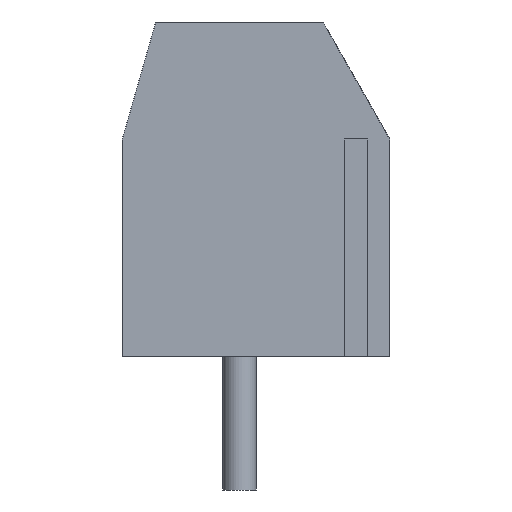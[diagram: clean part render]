
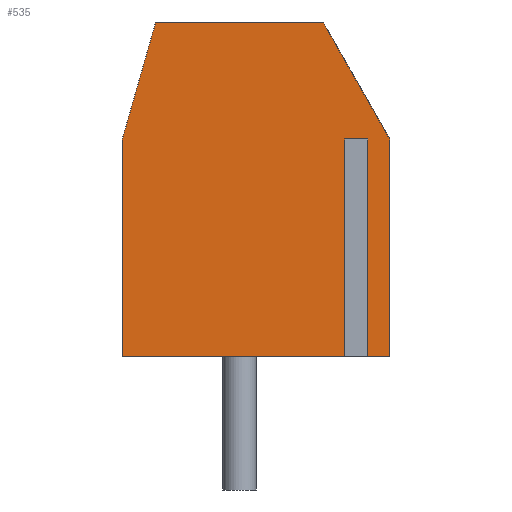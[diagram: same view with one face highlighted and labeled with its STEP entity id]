
A CAD part, left-side view. The second image highlights one B-rep face of the part: STEP entity #535.
In plain terms, the highlighted planar face has unit normal (-1, 0, 0).
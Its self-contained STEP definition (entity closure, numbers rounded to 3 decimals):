
#22 = VERTEX_POINT('',#23);
#23 = CARTESIAN_POINT('',(-5.,4.,0.1));
#31 = EDGE_CURVE('',#22,#32,#34,.T.);
#32 = VERTEX_POINT('',#33);
#33 = CARTESIAN_POINT('',(-5.,4.,6.6));
#34 = LINE('',#35,#36);
#35 = CARTESIAN_POINT('',(-5.,4.,0.1));
#36 = VECTOR('',#37,1.);
#37 = DIRECTION('',(0.,0.,1.));
#318 = EDGE_CURVE('',#319,#22,#321,.T.);
#319 = VERTEX_POINT('',#320);
#320 = CARTESIAN_POINT('',(-5.,-2.65,0.1));
#321 = LINE('',#322,#323);
#322 = CARTESIAN_POINT('',(-5.,-4.,0.1));
#323 = VECTOR('',#324,1.);
#324 = DIRECTION('',(0.,1.,0.));
#359 = VERTEX_POINT('',#360);
#360 = CARTESIAN_POINT('',(-5.,-3.35,0.1));
#366 = EDGE_CURVE('',#367,#359,#369,.T.);
#367 = VERTEX_POINT('',#368);
#368 = CARTESIAN_POINT('',(-5.,-4.,0.1));
#369 = LINE('',#370,#371);
#370 = CARTESIAN_POINT('',(-5.,-4.,0.1));
#371 = VECTOR('',#372,1.);
#372 = DIRECTION('',(0.,1.,0.));
#535 = ADVANCED_FACE('',(#536),#593,.T.);
#536 = FACE_BOUND('',#537,.T.);
#537 = EDGE_LOOP('',(#538,#548,#554,#555,#556,#564,#572,#578,#579,#587)
  );
#538 = ORIENTED_EDGE('',*,*,#539,.T.);
#539 = EDGE_CURVE('',#540,#542,#544,.T.);
#540 = VERTEX_POINT('',#541);
#541 = CARTESIAN_POINT('',(-5.,-2.,10.1));
#542 = VERTEX_POINT('',#543);
#543 = CARTESIAN_POINT('',(-5.,3.,10.1));
#544 = LINE('',#545,#546);
#545 = CARTESIAN_POINT('',(-5.,-4.,10.1));
#546 = VECTOR('',#547,1.);
#547 = DIRECTION('',(0.,1.,0.));
#548 = ORIENTED_EDGE('',*,*,#549,.T.);
#549 = EDGE_CURVE('',#542,#32,#550,.T.);
#550 = LINE('',#551,#552);
#551 = CARTESIAN_POINT('',(-5.,4.307,5.527));
#552 = VECTOR('',#553,1.);
#553 = DIRECTION('',(0.,0.275,-0.962));
#554 = ORIENTED_EDGE('',*,*,#31,.F.);
#555 = ORIENTED_EDGE('',*,*,#318,.F.);
#556 = ORIENTED_EDGE('',*,*,#557,.T.);
#557 = EDGE_CURVE('',#319,#558,#560,.T.);
#558 = VERTEX_POINT('',#559);
#559 = CARTESIAN_POINT('',(-5.,-2.65,6.6));
#560 = LINE('',#561,#562);
#561 = CARTESIAN_POINT('',(-5.,-2.65,0.1));
#562 = VECTOR('',#563,1.);
#563 = DIRECTION('',(0.,0.,1.));
#564 = ORIENTED_EDGE('',*,*,#565,.F.);
#565 = EDGE_CURVE('',#566,#558,#568,.T.);
#566 = VERTEX_POINT('',#567);
#567 = CARTESIAN_POINT('',(-5.,-3.35,6.6));
#568 = LINE('',#569,#570);
#569 = CARTESIAN_POINT('',(-5.,-3.35,6.6));
#570 = VECTOR('',#571,1.);
#571 = DIRECTION('',(0.,1.,0.));
#572 = ORIENTED_EDGE('',*,*,#573,.F.);
#573 = EDGE_CURVE('',#359,#566,#574,.T.);
#574 = LINE('',#575,#576);
#575 = CARTESIAN_POINT('',(-5.,-3.35,0.1));
#576 = VECTOR('',#577,1.);
#577 = DIRECTION('',(0.,0.,1.));
#578 = ORIENTED_EDGE('',*,*,#366,.F.);
#579 = ORIENTED_EDGE('',*,*,#580,.T.);
#580 = EDGE_CURVE('',#367,#581,#583,.T.);
#581 = VERTEX_POINT('',#582);
#582 = CARTESIAN_POINT('',(-5.,-4.,6.6));
#583 = LINE('',#584,#585);
#584 = CARTESIAN_POINT('',(-5.,-4.,0.1));
#585 = VECTOR('',#586,1.);
#586 = DIRECTION('',(0.,0.,1.));
#587 = ORIENTED_EDGE('',*,*,#588,.T.);
#588 = EDGE_CURVE('',#581,#540,#589,.T.);
#589 = LINE('',#590,#591);
#590 = CARTESIAN_POINT('',(-5.,-4.9,5.025));
#591 = VECTOR('',#592,1.);
#592 = DIRECTION('',(0.,0.496,0.868));
#593 = PLANE('',#594);
#594 = AXIS2_PLACEMENT_3D('',#595,#596,#597);
#595 = CARTESIAN_POINT('',(-5.,-4.,0.1));
#596 = DIRECTION('',(-1.,0.,0.));
#597 = DIRECTION('',(0.,1.,0.));
